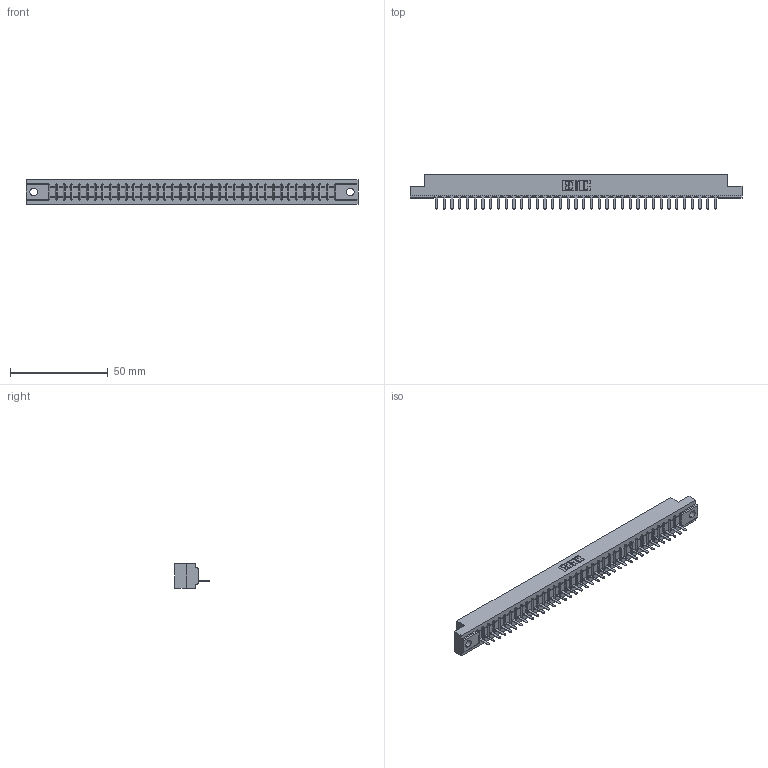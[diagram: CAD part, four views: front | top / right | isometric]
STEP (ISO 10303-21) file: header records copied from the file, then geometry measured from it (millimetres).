
FILE_DESCRIPTION (( 'STEP AP203' ), '1' );
FILE_NAME ('357-037-425-102.STEP', '2020-10-02T18:08:53', ( '' ), ( '' ), 'SwSTEP 2.0', 'SolidWorks 2020', '' );
FILE_SCHEMA (( 'CONFIG_CONTROL_DESIGN' ));
Length unit declared in the file: inch
Products named in the file (3): 307-290-001_525; 357-037-425-102; 307 Part_.128 Dia Mounting Holes
Assembly tree (38 placements, depth 2):
  357-037-425-102
    307 Part_.128 Dia Mounting Holes
    307-290-001_525  x37
Bounding box: 169.62 x 17.42 x 12.7 mm (x, y, z)
Volume: 17463.7 mm3; surface area: 17994.1 mm2
Topology: 38 solids, 38 shells, 2228 faces, 6317 edges, 4058 vertices
Faces by surface type: plane 1439, cylinder 713, sphere 76
Entity records: 32306 total; most frequent: CARTESIAN_POINT 5440, ORIENTED_EDGE 5426, DIRECTION 5293, EDGE_CURVE 2713, VECTOR 2079, LINE 2079, VERTEX_POINT 1754, AXIS2_PLACEMENT_3D 1607
